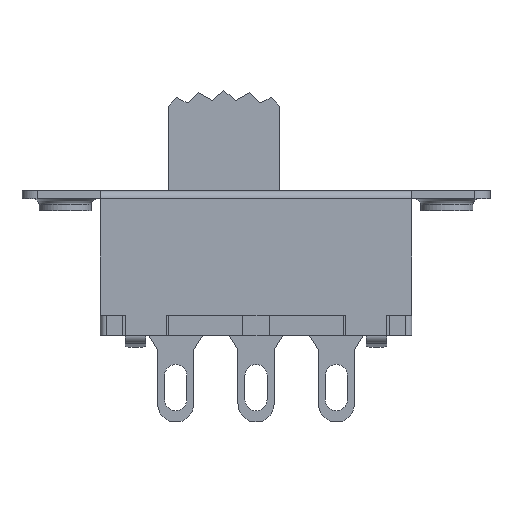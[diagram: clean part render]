
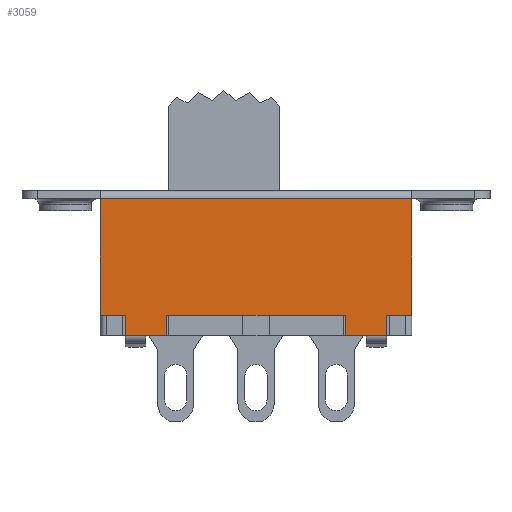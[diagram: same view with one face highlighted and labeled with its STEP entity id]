
A CAD part, front view. The second image highlights one B-rep face of the part: STEP entity #3059.
In plain terms, the highlighted free-form (B-spline) face has degree [1, 1] with [2, 2] control points.
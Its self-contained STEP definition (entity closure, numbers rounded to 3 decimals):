
#2326 = VERTEX_POINT('',#2327);
#2327 = CARTESIAN_POINT('',(21.499,-4.611,
    1.994));
#2332 = EDGE_CURVE('',#2333,#2326,#2335,.T.);
#2333 = VERTEX_POINT('',#2334);
#2334 = CARTESIAN_POINT('',(21.499,-4.611,
    9.223));
#2335 = B_SPLINE_CURVE_WITH_KNOTS('',1,(#2336,#2337),.UNSPECIFIED.,.F.,
  .F.,(2,2),(-1.275,4.525),.PIECEWISE_BEZIER_KNOTS.);
#2336 = CARTESIAN_POINT('',(21.499,-4.611,
    9.223));
#2337 = CARTESIAN_POINT('',(21.499,-4.611,
    1.994));
#2423 = VERTEX_POINT('',#2424);
#2424 = CARTESIAN_POINT('',(40.816,-4.611,
    1.994));
#2429 = EDGE_CURVE('',#2430,#2423,#2432,.T.);
#2430 = VERTEX_POINT('',#2431);
#2431 = CARTESIAN_POINT('',(40.816,-4.611,
    9.223));
#2432 = B_SPLINE_CURVE_WITH_KNOTS('',1,(#2433,#2434),.UNSPECIFIED.,.F.,
  .F.,(2,2),(-1.275,4.525),.PIECEWISE_BEZIER_KNOTS.);
#2433 = CARTESIAN_POINT('',(40.816,-4.611,
    9.223));
#2434 = CARTESIAN_POINT('',(40.816,-4.611,
    1.994));
#3048 = EDGE_CURVE('',#2333,#2430,#3049,.T.);
#3049 = B_SPLINE_CURVE_WITH_KNOTS('',1,(#3050,#3051),.UNSPECIFIED.,.F.,
  .F.,(2,2),(3.9,19.4),.PIECEWISE_BEZIER_KNOTS.);
#3050 = CARTESIAN_POINT('',(21.499,-4.611,
    9.223));
#3051 = CARTESIAN_POINT('',(40.816,-4.611,
    9.223));
#3059 = ADVANCED_FACE('',(#3060),#3140,.T.);
#3060 = FACE_BOUND('',#3061,.T.);
#3061 = EDGE_LOOP('',(#3062,#3063,#3064,#3071,#3078,#3085,#3092,#3099,
    #3106,#3113,#3120,#3127,#3134,#3139));
#3062 = ORIENTED_EDGE('',*,*,#3048,.F.);
#3063 = ORIENTED_EDGE('',*,*,#2332,.T.);
#3064 = ORIENTED_EDGE('',*,*,#3065,.F.);
#3065 = EDGE_CURVE('',#3066,#2326,#3068,.T.);
#3066 = VERTEX_POINT('',#3067);
#3067 = CARTESIAN_POINT('',(23.056,-4.611,
    1.994));
#3068 = B_SPLINE_CURVE_WITH_KNOTS('',1,(#3069,#3070),.UNSPECIFIED.,.F.,
  .F.,(2,2),(-2.601,-1.351),.PIECEWISE_BEZIER_KNOTS.);
#3069 = CARTESIAN_POINT('',(23.056,-4.611,
    1.994));
#3070 = CARTESIAN_POINT('',(21.499,-4.611,
    1.994));
#3071 = ORIENTED_EDGE('',*,*,#3072,.T.);
#3072 = EDGE_CURVE('',#3066,#3073,#3075,.T.);
#3073 = VERTEX_POINT('',#3074);
#3074 = CARTESIAN_POINT('',(23.056,-4.611,
    0.748));
#3075 = B_SPLINE_CURVE_WITH_KNOTS('',1,(#3076,#3077),.UNSPECIFIED.,.F.,
  .F.,(2,2),(-1.475,-0.475),.PIECEWISE_BEZIER_KNOTS.);
#3076 = CARTESIAN_POINT('',(23.056,-4.611,
    1.994));
#3077 = CARTESIAN_POINT('',(23.056,-4.611,
    0.748));
#3078 = ORIENTED_EDGE('',*,*,#3079,.T.);
#3079 = EDGE_CURVE('',#3073,#3080,#3082,.T.);
#3080 = VERTEX_POINT('',#3081);
#3081 = CARTESIAN_POINT('',(24.303,-4.611,
    0.748));
#3082 = B_SPLINE_CURVE_WITH_KNOTS('',1,(#3083,#3084),.UNSPECIFIED.,.F.,
  .F.,(2,2),(5.15,6.15),.PIECEWISE_BEZIER_KNOTS.);
#3083 = CARTESIAN_POINT('',(23.056,-4.611,
    0.748));
#3084 = CARTESIAN_POINT('',(24.303,-4.611,
    0.748));
#3085 = ORIENTED_EDGE('',*,*,#3086,.T.);
#3086 = EDGE_CURVE('',#3080,#3087,#3089,.T.);
#3087 = VERTEX_POINT('',#3088);
#3088 = CARTESIAN_POINT('',(25.611,-4.611,
    0.748));
#3089 = B_SPLINE_CURVE_WITH_KNOTS('',1,(#3090,#3091),.UNSPECIFIED.,.F.,
  .F.,(2,2),(6.15,7.2),.PIECEWISE_BEZIER_KNOTS.);
#3090 = CARTESIAN_POINT('',(24.303,-4.611,
    0.748));
#3091 = CARTESIAN_POINT('',(25.611,-4.611,
    0.748));
#3092 = ORIENTED_EDGE('',*,*,#3093,.T.);
#3093 = EDGE_CURVE('',#3087,#3094,#3096,.T.);
#3094 = VERTEX_POINT('',#3095);
#3095 = CARTESIAN_POINT('',(25.611,-4.611,
    1.994));
#3096 = B_SPLINE_CURVE_WITH_KNOTS('',1,(#3097,#3098),.UNSPECIFIED.,.F.,
  .F.,(2,2),(0.6,1.6),.PIECEWISE_BEZIER_KNOTS.);
#3097 = CARTESIAN_POINT('',(25.611,-4.611,
    0.748));
#3098 = CARTESIAN_POINT('',(25.611,-4.611,
    1.994));
#3099 = ORIENTED_EDGE('',*,*,#3100,.T.);
#3100 = EDGE_CURVE('',#3094,#3101,#3103,.T.);
#3101 = VERTEX_POINT('',#3102);
#3102 = CARTESIAN_POINT('',(36.703,-4.611,
    1.994));
#3103 = B_SPLINE_CURVE_WITH_KNOTS('',1,(#3104,#3105),.UNSPECIFIED.,.F.,
  .F.,(2,2),(0.,8.9),.PIECEWISE_BEZIER_KNOTS.);
#3104 = CARTESIAN_POINT('',(25.611,-4.611,
    1.994));
#3105 = CARTESIAN_POINT('',(36.703,-4.611,
    1.994));
#3106 = ORIENTED_EDGE('',*,*,#3107,.F.);
#3107 = EDGE_CURVE('',#3108,#3101,#3110,.T.);
#3108 = VERTEX_POINT('',#3109);
#3109 = CARTESIAN_POINT('',(36.703,-4.611,
    0.748));
#3110 = B_SPLINE_CURVE_WITH_KNOTS('',1,(#3111,#3112),.UNSPECIFIED.,.F.,
  .F.,(2,2),(0.6,1.6),.PIECEWISE_BEZIER_KNOTS.);
#3111 = CARTESIAN_POINT('',(36.703,-4.611,
    0.748));
#3112 = CARTESIAN_POINT('',(36.703,-4.611,
    1.994));
#3113 = ORIENTED_EDGE('',*,*,#3114,.T.);
#3114 = EDGE_CURVE('',#3108,#3115,#3117,.T.);
#3115 = VERTEX_POINT('',#3116);
#3116 = CARTESIAN_POINT('',(38.012,-4.611,
    0.748));
#3117 = B_SPLINE_CURVE_WITH_KNOTS('',1,(#3118,#3119),.UNSPECIFIED.,.F.,
  .F.,(2,2),(16.1,17.15),.PIECEWISE_BEZIER_KNOTS.);
#3118 = CARTESIAN_POINT('',(36.703,-4.611,
    0.748));
#3119 = CARTESIAN_POINT('',(38.012,-4.611,
    0.748));
#3120 = ORIENTED_EDGE('',*,*,#3121,.T.);
#3121 = EDGE_CURVE('',#3115,#3122,#3124,.T.);
#3122 = VERTEX_POINT('',#3123);
#3123 = CARTESIAN_POINT('',(39.258,-4.611,
    0.748));
#3124 = B_SPLINE_CURVE_WITH_KNOTS('',1,(#3125,#3126),.UNSPECIFIED.,.F.,
  .F.,(2,2),(17.15,18.15),.PIECEWISE_BEZIER_KNOTS.);
#3125 = CARTESIAN_POINT('',(38.012,-4.611,
    0.748));
#3126 = CARTESIAN_POINT('',(39.258,-4.611,
    0.748));
#3127 = ORIENTED_EDGE('',*,*,#3128,.F.);
#3128 = EDGE_CURVE('',#3129,#3122,#3131,.T.);
#3129 = VERTEX_POINT('',#3130);
#3130 = CARTESIAN_POINT('',(39.258,-4.611,
    1.994));
#3131 = B_SPLINE_CURVE_WITH_KNOTS('',1,(#3132,#3133),.UNSPECIFIED.,.F.,
  .F.,(2,2),(-1.475,-0.475),.PIECEWISE_BEZIER_KNOTS.);
#3132 = CARTESIAN_POINT('',(39.258,-4.611,
    1.994));
#3133 = CARTESIAN_POINT('',(39.258,-4.611,
    0.748));
#3134 = ORIENTED_EDGE('',*,*,#3135,.T.);
#3135 = EDGE_CURVE('',#3129,#2423,#3136,.T.);
#3136 = B_SPLINE_CURVE_WITH_KNOTS('',1,(#3137,#3138),.UNSPECIFIED.,.F.,
  .F.,(2,2),(9.049,10.299),.PIECEWISE_BEZIER_KNOTS.);
#3137 = CARTESIAN_POINT('',(39.258,-4.611,
    1.994));
#3138 = CARTESIAN_POINT('',(40.816,-4.611,
    1.994));
#3139 = ORIENTED_EDGE('',*,*,#2429,.F.);
#3140 = B_SPLINE_SURFACE_WITH_KNOTS('',1,1,(
    (#3141,#3142)
    ,(#3143,#3144
    )),.UNSPECIFIED.,.F.,.F.,.F.,(2,2),(2,2),(0.351,
    7.151),(-19.4,-3.9),.PIECEWISE_BEZIER_KNOTS.);
#3141 = CARTESIAN_POINT('',(40.816,-4.611,
    0.748));
#3142 = CARTESIAN_POINT('',(21.499,-4.611,
    0.748));
#3143 = CARTESIAN_POINT('',(40.816,-4.611,
    9.223));
#3144 = CARTESIAN_POINT('',(21.499,-4.611,
    9.223));
